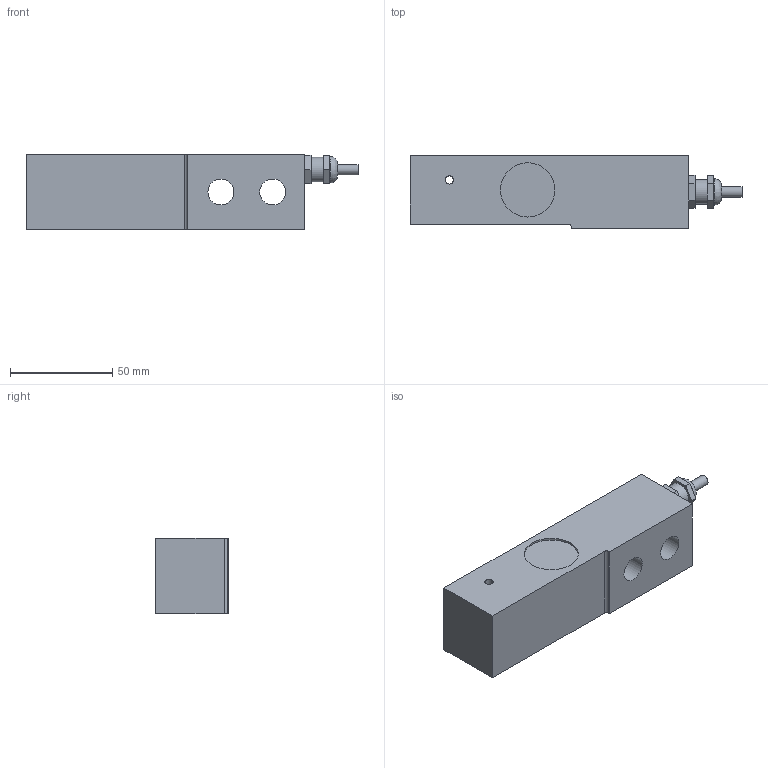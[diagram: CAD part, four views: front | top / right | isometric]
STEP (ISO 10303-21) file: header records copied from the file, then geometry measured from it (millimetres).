
FILE_DESCRIPTION(/* description */ (''),/* implementation_level */ '2;1');
FILE_NAME(/* name */ '563YSMT-5klb v4.step',/* time_stamp */ '2020-02-10T13:55:15-08:00',/* author */ (''),/* organization */ (''),/* preprocessor_version */ 'ST-DEVELOPER v18',/* originating_system */ 'Autodesk Translation Framework v8.12.0.6',/* authorisation */ '');
FILE_SCHEMA (('AUTOMOTIVE_DESIGN { 1 0 10303 214 3 1 1 }'));
Length unit declared in the file: inch
Products named in the file (2): 563YSMT-5klb; Connector
Assembly tree (1 placements, depth 2):
  563YSMT-5klb
    Connector
Bounding box: 162.68 x 35.56 x 37.08 mm (x, y, z)
Volume: 159440.4 mm3; surface area: 27667.7 mm2
Topology: 2 solids, 2 shells, 47 faces, 109 edges, 72 vertices
Faces by surface type: plane 30, cylinder 14, cone 2, bspline 1
Full cylindrical faces by diameter (mm): 4 x2, 5.1 x1, 8 x1, 12 x2, 12.7 x2, 13 x1, 15.748 x1, 22.352 x1, 26.6 x2
Entity records: 1500 total; most frequent: CARTESIAN_POINT 340, DIRECTION 232, ORIENTED_EDGE 216, EDGE_CURVE 108, AXIS2_PLACEMENT_3D 81, VERTEX_POINT 72, LINE 70, VECTOR 70
